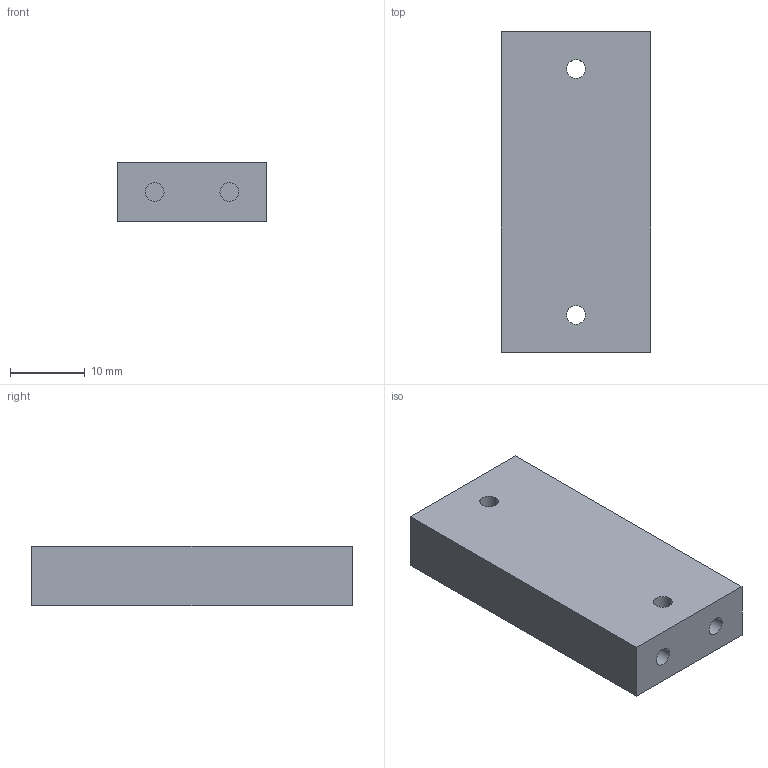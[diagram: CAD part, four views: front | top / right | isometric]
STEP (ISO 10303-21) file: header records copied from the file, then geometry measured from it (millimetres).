
FILE_DESCRIPTION (( 'STEP AP214' ), '1' );
FILE_NAME ('z_plane_holder_43x20x8_2x.STEP', '2016-04-03T13:42:10', ( '' ), ( '' ), 'SwSTEP 2.0', 'SolidWorks 2014', '' );
FILE_SCHEMA (( 'AUTOMOTIVE_DESIGN' ));
Length unit declared in the file: millimetre
Products named in the file (2): z_plane_holder_43x20x8_2x
Bounding box: 20 x 43 x 8 mm (x, y, z)
Volume: 6506.9 mm3; surface area: 3305.3 mm2
Topology: 1 solids, 1 shells, 22 faces, 48 edges, 32 vertices
Faces by surface type: cylinder 12, plane 10
Entity records: 673 total; most frequent: DIRECTION 120, CARTESIAN_POINT 104, ORIENTED_EDGE 96, EDGE_CURVE 48, AXIS2_PLACEMENT_3D 48, VERTEX_POINT 32, EDGE_LOOP 30, LINE 24
